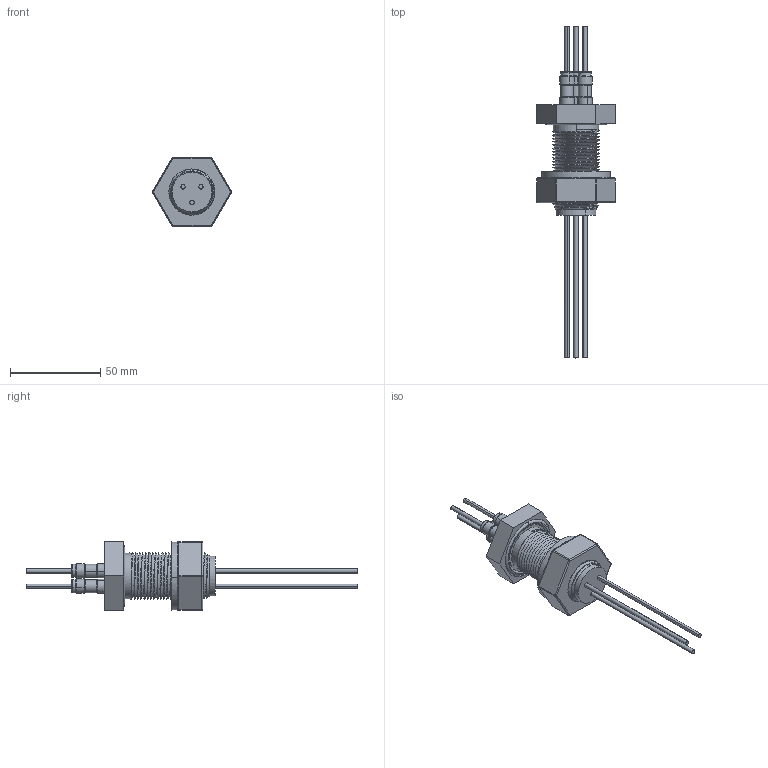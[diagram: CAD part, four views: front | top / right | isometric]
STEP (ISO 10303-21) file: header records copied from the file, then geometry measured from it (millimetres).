
FILE_DESCRIPTION (( 'STEP AP203' ), '1' );
FILE_NAME ('A0527-2-BP.STEP', '2013-08-21T11:14:55', ( '' ), ( '' ), 'SwSTEP 2.0', 'SolidWorks 2012', '' );
FILE_SCHEMA (( 'CONFIG_CONTROL_DESIGN' ));
Length unit declared in the file: inch
Products named in the file (1): A0527-2-BP
Bounding box: 43.99 x 184.15 x 38.1 mm (x, y, z)
Volume: 41456.7 mm3; surface area: 27496.1 mm2
Topology: 1 solids, 5 shells, 414 faces, 994 edges, 610 vertices
Faces by surface type: cylinder 192, cone 111, plane 65, torus 32, sphere 12, bspline 2
Entity records: 19375 total; most frequent: CARTESIAN_POINT 9848, DIRECTION 2040, ORIENTED_EDGE 1968, EDGE_CURVE 984, AXIS2_PLACEMENT_3D 855, VERTEX_POINT 606, EDGE_LOOP 454, CIRCLE 442
